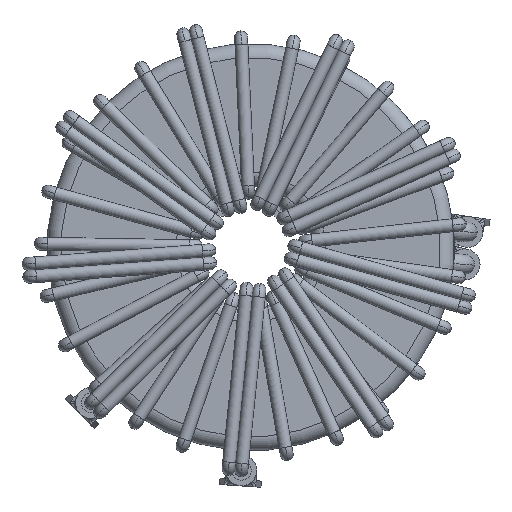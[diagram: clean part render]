
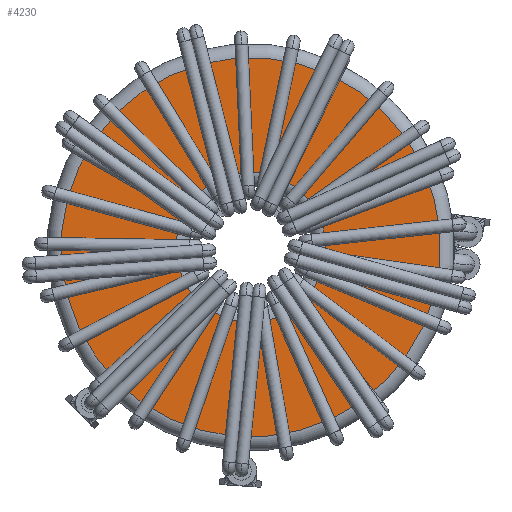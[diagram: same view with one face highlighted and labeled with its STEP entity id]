
A CAD part, front view. The second image highlights one B-rep face of the part: STEP entity #4230.
In plain terms, the highlighted planar face has unit normal (0, -1, 0).
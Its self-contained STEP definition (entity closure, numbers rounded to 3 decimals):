
#284 = DIRECTION ( 'NONE',  ( 0.819, 0., -0.574 ) ) ;
#762 = ORIENTED_EDGE ( 'NONE', *, *, #23496, .T. ) ;
#849 = AXIS2_PLACEMENT_3D ( 'NONE', #19328, #5142, #2212 ) ;
#1001 = ORIENTED_EDGE ( 'NONE', *, *, #10232, .T. ) ;
#1972 = DIRECTION ( 'NONE',  ( 0., 1., 0. ) ) ;
#2212 = DIRECTION ( 'NONE',  ( 0.819, 0., -0.574 ) ) ;
#2665 = CIRCLE ( 'NONE', #17408, 14.5 ) ;
#3371 = EDGE_LOOP ( 'NONE', ( #762, #16619 ) ) ;
#3594 = CIRCLE ( 'NONE', #31615, 36.7 ) ;
#4230 = ADVANCED_FACE ( 'NONE', ( #8292, #9984 ), #34474, .F. ) ;
#4437 = CIRCLE ( 'NONE', #12388, 36.7 ) ;
#5092 = VERTEX_POINT ( 'NONE', #9316 ) ;
#5142 = DIRECTION ( 'NONE',  ( 0., 1., 0. ) ) ;
#7886 = CARTESIAN_POINT ( 'NONE',  ( 11.878, -19.025, -8.317 ) ) ;
#8292 = FACE_BOUND ( 'NONE', #3371, .T. ) ;
#8974 = DIRECTION ( 'NONE',  ( 0., -1., 0. ) ) ;
#9128 = ORIENTED_EDGE ( 'NONE', *, *, #9404, .T. ) ;
#9316 = CARTESIAN_POINT ( 'NONE',  ( -30.063, -19.025, 21.05 ) ) ;
#9404 = EDGE_CURVE ( 'NONE', #5092, #26302, #4437, .T. ) ;
#9984 = FACE_OUTER_BOUND ( 'NONE', #17097, .T. ) ;
#10232 = EDGE_CURVE ( 'NONE', #26302, #5092, #3594, .T. ) ;
#10324 = DIRECTION ( 'NONE',  ( 0., 1., 0. ) ) ;
#11467 = EDGE_CURVE ( 'NONE', #18792, #31228, #2665, .T. ) ;
#12070 = CARTESIAN_POINT ( 'NONE',  ( 0., -19.025, 0. ) ) ;
#12388 = AXIS2_PLACEMENT_3D ( 'NONE', #30232, #8974, #284 ) ;
#14772 = DIRECTION ( 'NONE',  ( 0.819, 0., -0.574 ) ) ;
#15400 = CARTESIAN_POINT ( 'NONE',  ( 30.063, -19.025, -21.05 ) ) ;
#16619 = ORIENTED_EDGE ( 'NONE', *, *, #11467, .T. ) ;
#17097 = EDGE_LOOP ( 'NONE', ( #1001, #9128 ) ) ;
#17408 = AXIS2_PLACEMENT_3D ( 'NONE', #26617, #10324, #29391 ) ;
#18202 = CARTESIAN_POINT ( 'NONE',  ( 0., -19.025, 0. ) ) ;
#18792 = VERTEX_POINT ( 'NONE', #27427 ) ;
#19328 = CARTESIAN_POINT ( 'NONE',  ( 0., -19.025, 0. ) ) ;
#20963 = DIRECTION ( 'NONE',  ( 0.819, 0., -0.574 ) ) ;
#23496 = EDGE_CURVE ( 'NONE', #31228, #18792, #28437, .T. ) ;
#23540 = AXIS2_PLACEMENT_3D ( 'NONE', #18202, #1972, #20963 ) ;
#26302 = VERTEX_POINT ( 'NONE', #15400 ) ;
#26617 = CARTESIAN_POINT ( 'NONE',  ( 0., -19.025, 0. ) ) ;
#27427 = CARTESIAN_POINT ( 'NONE',  ( -11.878, -19.025, 8.317 ) ) ;
#28437 = CIRCLE ( 'NONE', #23540, 14.5 ) ;
#29391 = DIRECTION ( 'NONE',  ( 0.819, 0., -0.574 ) ) ;
#30232 = CARTESIAN_POINT ( 'NONE',  ( 0., -19.025, 0. ) ) ;
#31142 = DIRECTION ( 'NONE',  ( 0., -1., 0. ) ) ;
#31228 = VERTEX_POINT ( 'NONE', #7886 ) ;
#31615 = AXIS2_PLACEMENT_3D ( 'NONE', #12070, #31142, #14772 ) ;
#34474 = PLANE ( 'NONE',  #849 ) ;
